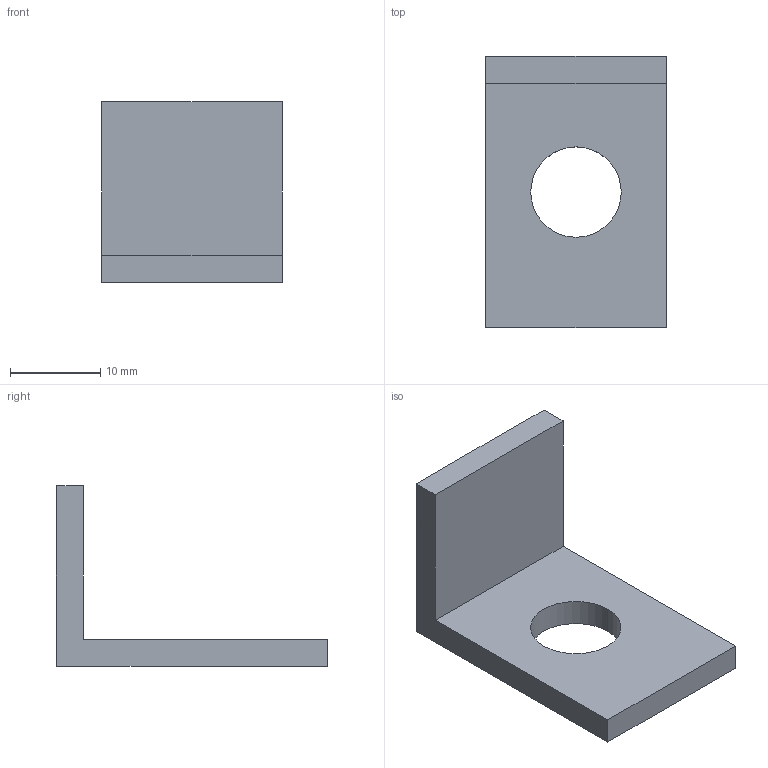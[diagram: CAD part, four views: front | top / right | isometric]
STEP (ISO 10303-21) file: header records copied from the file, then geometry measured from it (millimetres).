
FILE_DESCRIPTION((''),'2;1');
FILE_NAME('Lshape.stp','2004-08-18T12:26:06',('mihara'),(''),'Autodesk Inventor 8','Autodesk Inventor 8','');
FILE_SCHEMA(('AUTOMOTIVE_DESIGN { 1 0 10303 214 1 1 1 1 }'));
Length unit declared in the file: millimetre
Products named in the file (1): Lshape
Bounding box: 20 x 30 x 20 mm (x, y, z)
Volume: 2578.4 mm3; surface area: 2216.7 mm2
Topology: 1 solids, 1 shells, 10 faces, 24 edges, 16 vertices
Faces by surface type: plane 7, bspline 2, cylinder 1
Entity records: 347 total; most frequent: CARTESIAN_POINT 85, DIRECTION 48, ORIENTED_EDGE 48, EDGE_CURVE 24, VECTOR 18, LINE 18, VERTEX_POINT 16, AXIS2_PLACEMENT_3D 15
